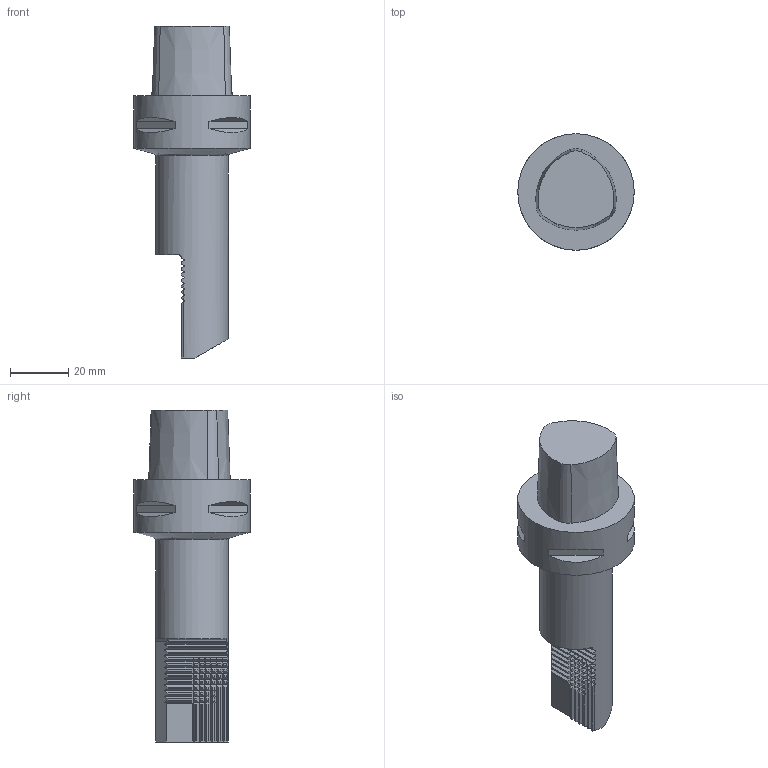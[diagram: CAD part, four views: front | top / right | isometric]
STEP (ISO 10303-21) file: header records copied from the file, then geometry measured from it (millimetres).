
FILE_DESCRIPTION(/* description */ (''),/* implementation_level */ '2;1');
FILE_NAME(/* name */ 'C4-FR-04090-V21.stp',/* time_stamp */ '2018-04-11T16:02:42+06:00',/* author */ (''),/* organization */ (''),/* preprocessor_version */ 'ST-DEVELOPER v16',/* originating_system */ 'SIEMENS PLM Software NX 11.0',/* authorisation */ '');
FILE_SCHEMA (('AUTOMOTIVE_DESIGN { 1 0 10303 214 3 1 1 1 }'));
Length unit declared in the file: millimetre
Products named in the file (1): C4-FR-04090-V21
Bounding box: 40 x 40 x 114 mm (x, y, z)
Volume: 65012.3 mm3; surface area: 13540.2 mm2
Topology: 2 solids, 3 shells, 286 faces, 800 edges, 537 vertices
Faces by surface type: plane 190, cone 63, cylinder 32, torus 1
Full cylindrical faces by diameter (mm): 6 x1, 25 x1, 40 x1
Entity records: 9435 total; most frequent: CARTESIAN_POINT 2285, ORIENTED_EDGE 1584, DIRECTION 1294, EDGE_CURVE 792, VERTEX_POINT 534, LINE 512, VECTOR 512, AXIS2_PLACEMENT_3D 391
